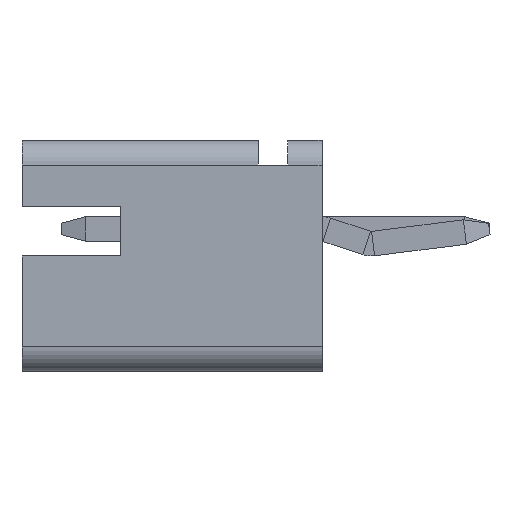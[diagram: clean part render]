
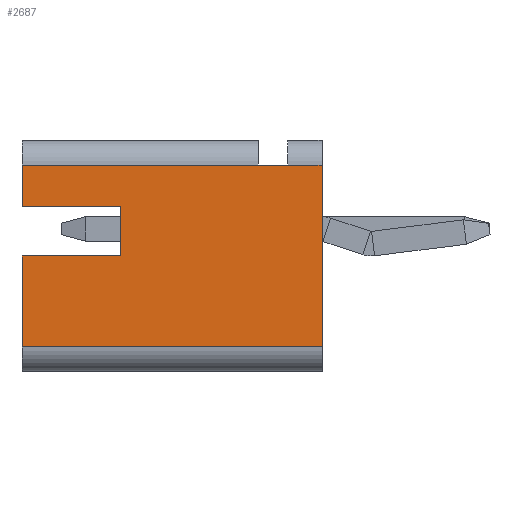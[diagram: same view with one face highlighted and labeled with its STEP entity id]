
A CAD part, left-side view. The second image highlights one B-rep face of the part: STEP entity #2687.
In plain terms, the highlighted planar face has unit normal (-1, 0, 0).
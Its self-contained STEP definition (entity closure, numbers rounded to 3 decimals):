
#40 = DIRECTION ( 'NONE',  ( 0., 0., 1. ) ) ;
#62 = CARTESIAN_POINT ( 'NONE',  ( -2., 6.1, 0.45 ) ) ;
#67 = CARTESIAN_POINT ( 'NONE',  ( -2., 4.1, 0.45 ) ) ;
#122 = EDGE_LOOP ( 'NONE', ( #2061, #1444, #930, #1013, #1492, #2415, #3607, #799, #733, #2725 ) ) ;
#174 = CARTESIAN_POINT ( 'NONE',  ( -2., 6.1, -2.4 ) ) ;
#319 = LINE ( 'NONE', #2521, #3205 ) ;
#389 = EDGE_CURVE ( 'NONE', #1231, #1591, #2548, .T. ) ;
#573 = VECTOR ( 'NONE', #3212, 1000. ) ;
#666 = VECTOR ( 'NONE', #1009, 1000. ) ;
#702 = EDGE_CURVE ( 'NONE', #2989, #1231, #3266, .T. ) ;
#733 = ORIENTED_EDGE ( 'NONE', *, *, #389, .F. ) ;
#772 = VERTEX_POINT ( 'NONE', #1075 ) ;
#777 = DIRECTION ( 'NONE',  ( 0., 0., -1. ) ) ;
#799 = ORIENTED_EDGE ( 'NONE', *, *, #2730, .F. ) ;
#930 = ORIENTED_EDGE ( 'NONE', *, *, #2108, .F. ) ;
#964 = LINE ( 'NONE', #3357, #3075 ) ;
#1009 = DIRECTION ( 'NONE',  ( 0., 0., 1. ) ) ;
#1013 = ORIENTED_EDGE ( 'NONE', *, *, #2742, .T. ) ;
#1075 = CARTESIAN_POINT ( 'NONE',  ( -2., 1.3, 1.3 ) ) ;
#1216 = VECTOR ( 'NONE', #2677, 1000. ) ;
#1231 = VERTEX_POINT ( 'NONE', #2117 ) ;
#1319 = LINE ( 'NONE', #2913, #573 ) ;
#1322 = EDGE_CURVE ( 'NONE', #1708, #2457, #3633, .T. ) ;
#1349 = VERTEX_POINT ( 'NONE', #174 ) ;
#1353 = CARTESIAN_POINT ( 'NONE',  ( -2., 0., -2.4 ) ) ;
#1370 = CARTESIAN_POINT ( 'NONE',  ( -2., 4.1, 0.45 ) ) ;
#1404 = EDGE_CURVE ( 'NONE', #772, #3388, #1850, .T. ) ;
#1417 = FACE_OUTER_BOUND ( 'NONE', #122, .T. ) ;
#1444 = ORIENTED_EDGE ( 'NONE', *, *, #2013, .T. ) ;
#1492 = ORIENTED_EDGE ( 'NONE', *, *, #1404, .F. ) ;
#1508 = VERTEX_POINT ( 'NONE', #1674 ) ;
#1541 = CARTESIAN_POINT ( 'NONE',  ( -2., 6.1, -0.55 ) ) ;
#1572 = CARTESIAN_POINT ( 'NONE',  ( -2., 1.3, 1.3 ) ) ;
#1591 = VERTEX_POINT ( 'NONE', #1370 ) ;
#1638 = VECTOR ( 'NONE', #3053, 1000. ) ;
#1670 = DIRECTION ( 'NONE',  ( 0., 1., 0. ) ) ;
#1674 = CARTESIAN_POINT ( 'NONE',  ( -2., 0., 1.3 ) ) ;
#1708 = VERTEX_POINT ( 'NONE', #62 ) ;
#1721 = CARTESIAN_POINT ( 'NONE',  ( -2., 6.1, -0.55 ) ) ;
#1726 = VECTOR ( 'NONE', #40, 1000. ) ;
#1850 = LINE ( 'NONE', #1572, #2446 ) ;
#1922 = LINE ( 'NONE', #3551, #1216 ) ;
#2013 = EDGE_CURVE ( 'NONE', #1349, #2626, #3440, .T. ) ;
#2025 = DIRECTION ( 'NONE',  ( 0., 0., 1. ) ) ;
#2033 = LINE ( 'NONE', #1721, #1726 ) ;
#2061 = ORIENTED_EDGE ( 'NONE', *, *, #2419, .F. ) ;
#2108 = EDGE_CURVE ( 'NONE', #1508, #2626, #964, .T. ) ;
#2113 = CARTESIAN_POINT ( 'NONE',  ( -2., 6.1, -0.55 ) ) ;
#2117 = CARTESIAN_POINT ( 'NONE',  ( -2., 4.1, -0.55 ) ) ;
#2118 = AXIS2_PLACEMENT_3D ( 'NONE', #2737, #3620, #3049 ) ;
#2153 = CARTESIAN_POINT ( 'NONE',  ( -2., 0., -2.4 ) ) ;
#2161 = CARTESIAN_POINT ( 'NONE',  ( -2., 6.1, 1.8 ) ) ;
#2369 = CARTESIAN_POINT ( 'NONE',  ( -2., 6.1, 1.3 ) ) ;
#2415 = ORIENTED_EDGE ( 'NONE', *, *, #3582, .T. ) ;
#2419 = EDGE_CURVE ( 'NONE', #1349, #2989, #2033, .T. ) ;
#2446 = VECTOR ( 'NONE', #3594, 1000. ) ;
#2457 = VERTEX_POINT ( 'NONE', #2369 ) ;
#2521 = CARTESIAN_POINT ( 'NONE',  ( -2., 6.1, 0.45 ) ) ;
#2548 = LINE ( 'NONE', #67, #2864 ) ;
#2626 = VERTEX_POINT ( 'NONE', #1353 ) ;
#2677 = DIRECTION ( 'NONE',  ( 0., 1., 0. ) ) ;
#2687 = ADVANCED_FACE ( 'NONE', ( #1417 ), #2797, .F. ) ;
#2725 = ORIENTED_EDGE ( 'NONE', *, *, #702, .F. ) ;
#2730 = EDGE_CURVE ( 'NONE', #1591, #1708, #319, .T. ) ;
#2737 = CARTESIAN_POINT ( 'NONE',  ( -2., 0., 0. ) ) ;
#2742 = EDGE_CURVE ( 'NONE', #1508, #3388, #1319, .T. ) ;
#2797 = PLANE ( 'NONE',  #2118 ) ;
#2864 = VECTOR ( 'NONE', #2025, 1000. ) ;
#2913 = CARTESIAN_POINT ( 'NONE',  ( -2., 0., 1.3 ) ) ;
#2989 = VERTEX_POINT ( 'NONE', #1541 ) ;
#3049 = DIRECTION ( 'NONE',  ( 0., 0., -1. ) ) ;
#3053 = DIRECTION ( 'NONE',  ( 0., -1., 0. ) ) ;
#3075 = VECTOR ( 'NONE', #777, 1000. ) ;
#3139 = CARTESIAN_POINT ( 'NONE',  ( -2., 0.7, 1.3 ) ) ;
#3205 = VECTOR ( 'NONE', #1670, 1000. ) ;
#3212 = DIRECTION ( 'NONE',  ( 0., 1., 0. ) ) ;
#3266 = LINE ( 'NONE', #2113, #3592 ) ;
#3357 = CARTESIAN_POINT ( 'NONE',  ( -2., 0., 1.8 ) ) ;
#3388 = VERTEX_POINT ( 'NONE', #3139 ) ;
#3440 = LINE ( 'NONE', #2153, #1638 ) ;
#3551 = CARTESIAN_POINT ( 'NONE',  ( -2., 0., 1.3 ) ) ;
#3566 = DIRECTION ( 'NONE',  ( 0., -1., 0. ) ) ;
#3582 = EDGE_CURVE ( 'NONE', #772, #2457, #1922, .T. ) ;
#3592 = VECTOR ( 'NONE', #3566, 1000. ) ;
#3594 = DIRECTION ( 'NONE',  ( 0., -1., 0. ) ) ;
#3607 = ORIENTED_EDGE ( 'NONE', *, *, #1322, .F. ) ;
#3620 = DIRECTION ( 'NONE',  ( 1., 0., 0. ) ) ;
#3633 = LINE ( 'NONE', #2161, #666 ) ;
